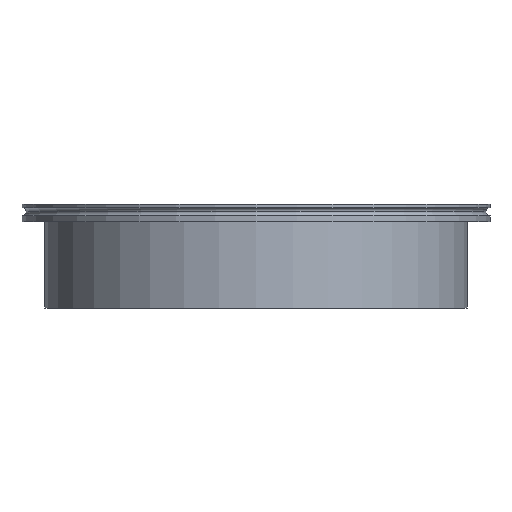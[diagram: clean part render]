
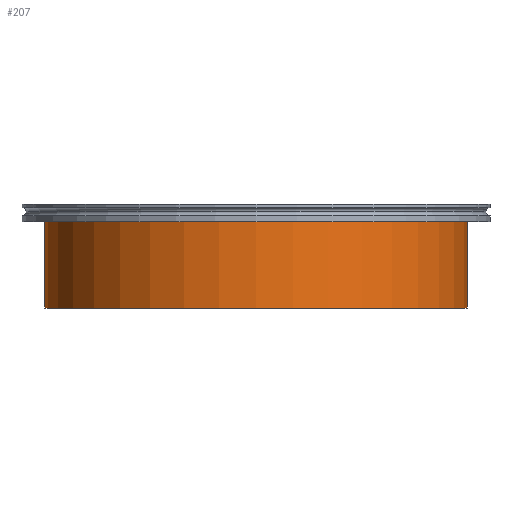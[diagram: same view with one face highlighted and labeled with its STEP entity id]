
A CAD part, front view. The second image highlights one B-rep face of the part: STEP entity #207.
In plain terms, the highlighted cylindrical face has radius 203 mm (diameter 406 mm), a partial arc.
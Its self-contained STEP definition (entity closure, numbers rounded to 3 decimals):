
#54 = DIRECTION ( 'NONE',  ( 1., 0., 0. ) ) ;
#55 = CARTESIAN_POINT ( 'NONE',  ( 0., 0., -108. ) ) ;
#64 = AXIS2_PLACEMENT_3D ( 'NONE', #55, #805, #159 ) ;
#113 = VERTEX_POINT ( 'NONE', #759 ) ;
#150 = ORIENTED_EDGE ( 'NONE', *, *, #579, .F. ) ;
#159 = DIRECTION ( 'NONE',  ( 1., 0., 0. ) ) ;
#192 = EDGE_LOOP ( 'NONE', ( #150, #406, #510, #825 ) ) ;
#199 = EDGE_CURVE ( 'NONE', #570, #380, #692, .T. ) ;
#207 = ADVANCED_FACE ( 'NONE', ( #678 ), #605, .T. ) ;
#208 = DIRECTION ( 'NONE',  ( 0., 0., 1. ) ) ;
#213 = DIRECTION ( 'NONE',  ( 1., 0., 0. ) ) ;
#223 = CARTESIAN_POINT ( 'NONE',  ( 0., 0., -100. ) ) ;
#244 = LINE ( 'NONE', #724, #304 ) ;
#252 = CARTESIAN_POINT ( 'NONE',  ( 0., 0., -8. ) ) ;
#266 = AXIS2_PLACEMENT_3D ( 'NONE', #252, #208, #213 ) ;
#294 = LINE ( 'NONE', #568, #480 ) ;
#304 = VECTOR ( 'NONE', #696, 1000. ) ;
#369 = CIRCLE ( 'NONE', #515, 203. ) ;
#380 = VERTEX_POINT ( 'NONE', #677 ) ;
#406 = ORIENTED_EDGE ( 'NONE', *, *, #421, .F. ) ;
#421 = EDGE_CURVE ( 'NONE', #622, #113, #369, .T. ) ;
#480 = VECTOR ( 'NONE', #895, 1000. ) ;
#510 = ORIENTED_EDGE ( 'NONE', *, *, #630, .T. ) ;
#515 = AXIS2_PLACEMENT_3D ( 'NONE', #223, #689, #54 ) ;
#520 = CARTESIAN_POINT ( 'NONE',  ( 203., 0., -100. ) ) ;
#555 = CARTESIAN_POINT ( 'NONE',  ( -203., 0., -8. ) ) ;
#568 = CARTESIAN_POINT ( 'NONE',  ( 203., 0., -108. ) ) ;
#570 = VERTEX_POINT ( 'NONE', #555 ) ;
#579 = EDGE_CURVE ( 'NONE', #113, #570, #244, .T. ) ;
#605 = CYLINDRICAL_SURFACE ( 'NONE', #64, 203. ) ;
#622 = VERTEX_POINT ( 'NONE', #520 ) ;
#630 = EDGE_CURVE ( 'NONE', #622, #380, #294, .T. ) ;
#677 = CARTESIAN_POINT ( 'NONE',  ( 203., 0., -8. ) ) ;
#678 = FACE_OUTER_BOUND ( 'NONE', #192, .T. ) ;
#689 = DIRECTION ( 'NONE',  ( 0., 0., -1. ) ) ;
#692 = CIRCLE ( 'NONE', #266, 203. ) ;
#696 = DIRECTION ( 'NONE',  ( 0., 0., 1. ) ) ;
#724 = CARTESIAN_POINT ( 'NONE',  ( -203., 0., -108. ) ) ;
#759 = CARTESIAN_POINT ( 'NONE',  ( -203., 0., -100. ) ) ;
#805 = DIRECTION ( 'NONE',  ( 0., 0., 1. ) ) ;
#825 = ORIENTED_EDGE ( 'NONE', *, *, #199, .F. ) ;
#895 = DIRECTION ( 'NONE',  ( 0., 0., 1. ) ) ;
